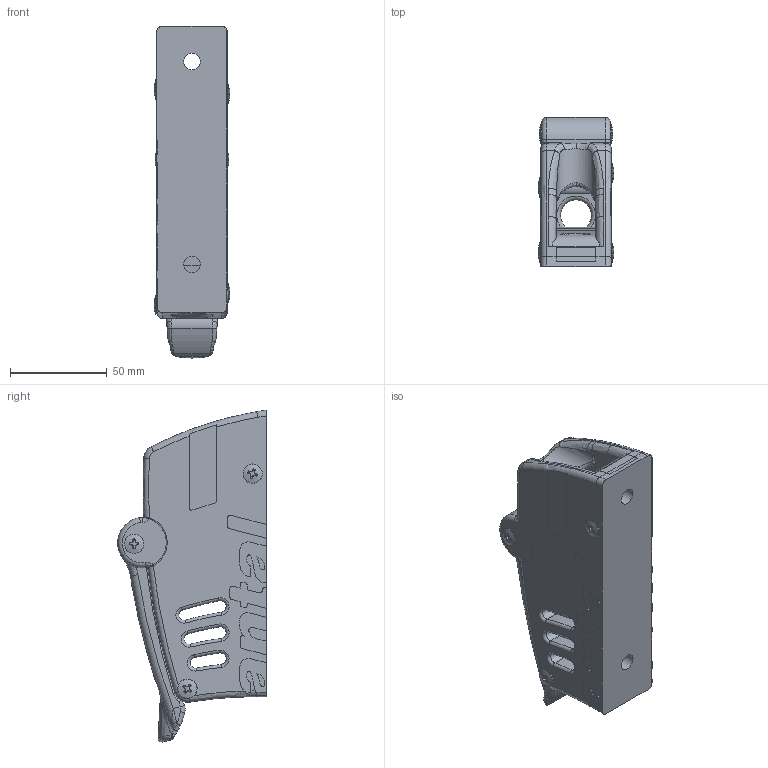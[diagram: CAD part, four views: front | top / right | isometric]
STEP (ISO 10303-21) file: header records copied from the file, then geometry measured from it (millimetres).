
FILE_DESCRIPTION(/* description */ (''),/* implementation_level */ '2;1');
FILE_NAME(/* name */ '512.113.stp',/* time_stamp */ '2024-04-04T11:03:47+02:00',/* author */ ('francesca'),/* organization */ (''),/* preprocessor_version */ 'ST-DEVELOPER v19.2',/* originating_system */ 'Autodesk Inventor 2023',/* authorisation */ '');
FILE_SCHEMA (('AUTOMOTIVE_DESIGN { 1 0 10303 214 3 1 1 }'));
Length unit declared in the file: millimetre
Products named in the file (1): 512.112
Bounding box: 39.3 x 77.02 x 171.91 mm (x, y, z)
Volume: 229675.5 mm3; surface area: 53585.2 mm2
Topology: 1 solids, 1 shells, 712 faces, 1983 edges, 1272 vertices
Faces by surface type: cylinder 251, plane 199, torus 141, bspline 87, cone 28, sphere 6
Full cylindrical faces by diameter (mm): 8.5 x2, 10 x7, 16.2 x2
Entity records: 28608 total; most frequent: CARTESIAN_POINT 10722, ORIENTED_EDGE 3954, DIRECTION 3646, EDGE_CURVE 1977, AXIS2_PLACEMENT_3D 1489, VERTEX_POINT 1272, CIRCLE 841, EDGE_LOOP 743
